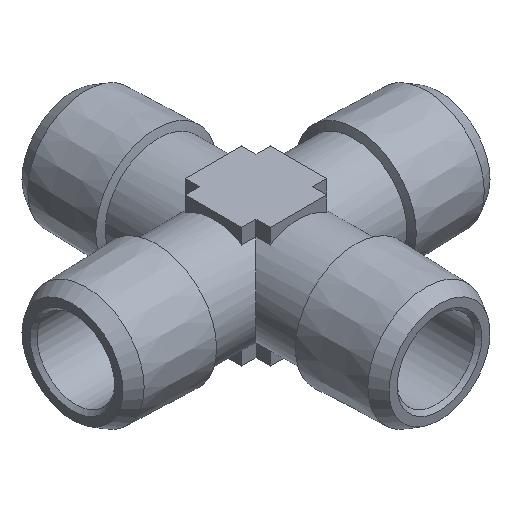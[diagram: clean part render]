
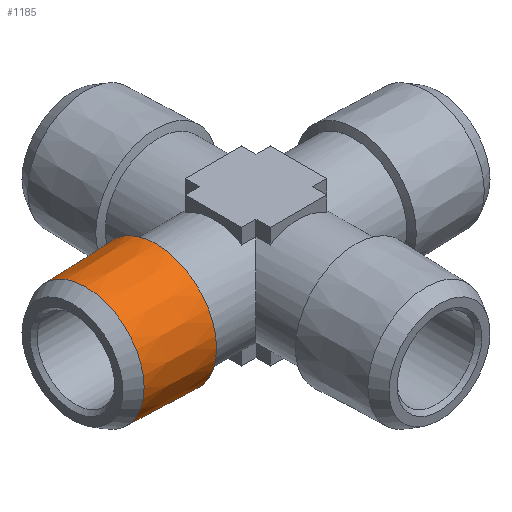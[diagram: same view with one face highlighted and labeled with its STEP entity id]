
A CAD part, isometric view. The second image highlights one B-rep face of the part: STEP entity #1185.
In plain terms, the highlighted conical face has half-angle 1.79 degrees and reference radius 8.25 mm.
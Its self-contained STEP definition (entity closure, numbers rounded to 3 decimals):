
#8 = VERTEX_POINT ( 'NONE', #794 ) ;
#9 = FACE_BOUND ( 'NONE', #158, .T. ) ;
#38 = FACE_OUTER_BOUND ( 'NONE', #278, .T. ) ;
#53 = CONICAL_SURFACE ( 'NONE', #608, 8.25, 0.031 ) ;
#81 = VERTEX_POINT ( 'NONE', #792 ) ;
#158 = EDGE_LOOP ( 'NONE', ( #1431 ) ) ;
#278 = EDGE_LOOP ( 'NONE', ( #1373 ) ) ;
#412 = CIRCLE ( 'NONE', #661, 8.25 ) ;
#420 = CIRCLE ( 'NONE', #666, 8.561 ) ;
#547 = EDGE_CURVE ( 'NONE', #8, #8, #420, .T. ) ;
#552 = EDGE_CURVE ( 'NONE', #81, #81, #412, .T. ) ;
#608 = AXIS2_PLACEMENT_3D ( 'NONE', #902, #901, #903 ) ;
#661 = AXIS2_PLACEMENT_3D ( 'NONE', #1124, #1123, #1111 ) ;
#666 = AXIS2_PLACEMENT_3D ( 'NONE', #725, #724, #723 ) ;
#723 = DIRECTION ( 'NONE',  ( 0., 0., -1. ) ) ;
#724 = DIRECTION ( 'NONE',  ( 1., 0., 0. ) ) ;
#725 = CARTESIAN_POINT ( 'NONE',  ( -154.814, -23.084, -25. ) ) ;
#792 = CARTESIAN_POINT ( 'NONE',  ( -164.764, -23.084, -33.25 ) ) ;
#794 = CARTESIAN_POINT ( 'NONE',  ( -154.814, -23.084, -33.561 ) ) ;
#901 = DIRECTION ( 'NONE',  ( 1., 0., 0. ) ) ;
#902 = CARTESIAN_POINT ( 'NONE',  ( -164.764, -23.084, -25. ) ) ;
#903 = DIRECTION ( 'NONE',  ( 0., 1., 0. ) ) ;
#1111 = DIRECTION ( 'NONE',  ( 0., 0., -1. ) ) ;
#1123 = DIRECTION ( 'NONE',  ( 1., 0., 0. ) ) ;
#1124 = CARTESIAN_POINT ( 'NONE',  ( -164.764, -23.084, -25. ) ) ;
#1185 = ADVANCED_FACE ( 'NONE', ( #38, #9 ), #53, .T. ) ;
#1373 = ORIENTED_EDGE ( 'NONE', *, *, #547, .F. ) ;
#1431 = ORIENTED_EDGE ( 'NONE', *, *, #552, .T. ) ;
